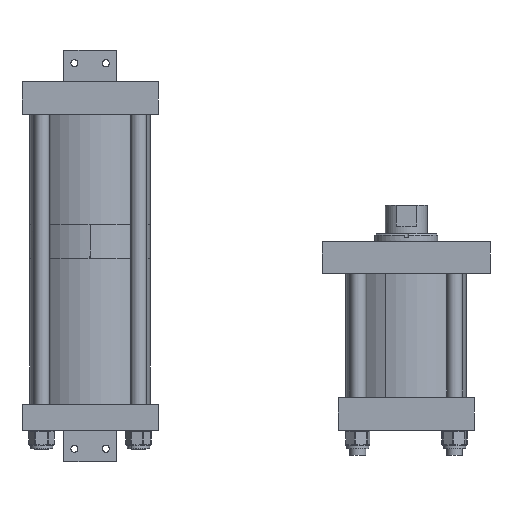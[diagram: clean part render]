
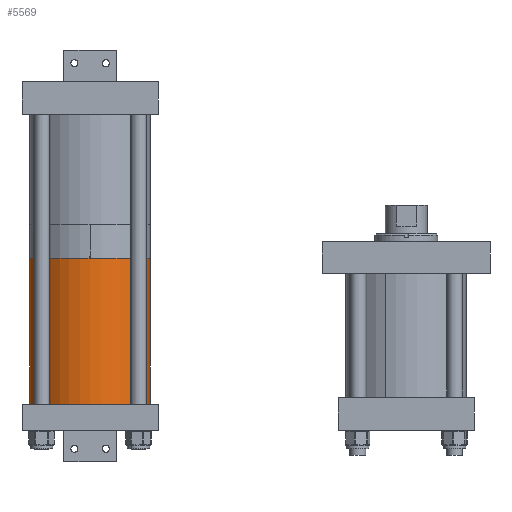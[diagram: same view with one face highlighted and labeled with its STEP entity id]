
A CAD part, front view. The second image highlights one B-rep face of the part: STEP entity #5569.
In plain terms, the highlighted cylindrical face has radius 73.025 mm (diameter 146.05 mm), a partial arc.
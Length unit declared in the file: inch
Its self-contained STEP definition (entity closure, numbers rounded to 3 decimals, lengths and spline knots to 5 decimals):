
#433 = CARTESIAN_POINT ( 'NONE',  ( 6.959, 0., -2.875 ) ) ;
#1231 = CARTESIAN_POINT ( 'NONE',  ( 6.959, 0., 0. ) ) ;
#1280 = DIRECTION ( 'NONE',  ( 0., 0., -1. ) ) ;
#1282 = DIRECTION ( 'NONE',  ( 1., 0., 0. ) ) ;
#2107 = AXIS2_PLACEMENT_3D ( 'NONE', #11984, #11997, #12008 ) ;
#2140 = DIRECTION ( 'NONE',  ( -1., 0., 0. ) ) ;
#2538 = VECTOR ( 'NONE', #6201, 39.37008 ) ;
#3122 = LINE ( 'NONE', #9153, #10341 ) ;
#3381 = EDGE_LOOP ( 'NONE', ( #5571, #4411, #7486, #15934 ) ) ;
#3666 = FACE_OUTER_BOUND ( 'NONE', #3381, .T. ) ;
#4411 = ORIENTED_EDGE ( 'NONE', *, *, #14723, .F. ) ;
#4448 = EDGE_CURVE ( 'NONE', #9825, #6372, #6168, .T. ) ;
#4676 = EDGE_CURVE ( 'NONE', #5625, #6372, #12282, .T. ) ;
#4835 = CARTESIAN_POINT ( 'NONE',  ( 0., 0., -2.875 ) ) ;
#4994 = CYLINDRICAL_SURFACE ( 'NONE', #10379, 2.875 ) ;
#5569 = ADVANCED_FACE ( 'NONE', ( #3666 ), #4994, .T. ) ;
#5571 = ORIENTED_EDGE ( 'NONE', *, *, #4448, .F. ) ;
#5625 = VERTEX_POINT ( 'NONE', #15358 ) ;
#6168 = LINE ( 'NONE', #6193, #2538 ) ;
#6193 = CARTESIAN_POINT ( 'NONE',  ( 6.959, 0., -2.875 ) ) ;
#6201 = DIRECTION ( 'NONE',  ( -1., 0., 0. ) ) ;
#6372 = VERTEX_POINT ( 'NONE', #4835 ) ;
#7056 = DIRECTION ( 'NONE',  ( -1., 0., 0. ) ) ;
#7486 = ORIENTED_EDGE ( 'NONE', *, *, #13796, .T. ) ;
#9153 = CARTESIAN_POINT ( 'NONE',  ( 6.959, 0., 2.875 ) ) ;
#9825 = VERTEX_POINT ( 'NONE', #433 ) ;
#10341 = VECTOR ( 'NONE', #2140, 39.37008 ) ;
#10346 = AXIS2_PLACEMENT_3D ( 'NONE', #1231, #1282, #1280 ) ;
#10379 = AXIS2_PLACEMENT_3D ( 'NONE', #14056, #7056, #16120 ) ;
#11729 = CARTESIAN_POINT ( 'NONE',  ( 6.959, 0., 2.875 ) ) ;
#11984 = CARTESIAN_POINT ( 'NONE',  ( 0., 0., 0. ) ) ;
#11997 = DIRECTION ( 'NONE',  ( 1., 0., 0. ) ) ;
#12008 = DIRECTION ( 'NONE',  ( 0., 0., -1. ) ) ;
#12282 = CIRCLE ( 'NONE', #2107, 2.875 ) ;
#13481 = VERTEX_POINT ( 'NONE', #11729 ) ;
#13796 = EDGE_CURVE ( 'NONE', #13481, #5625, #3122, .T. ) ;
#14056 = CARTESIAN_POINT ( 'NONE',  ( 6.959, 0., 0. ) ) ;
#14723 = EDGE_CURVE ( 'NONE', #13481, #9825, #15309, .T. ) ;
#15309 = CIRCLE ( 'NONE', #10346, 2.875 ) ;
#15358 = CARTESIAN_POINT ( 'NONE',  ( 0., 0., 2.875 ) ) ;
#15934 = ORIENTED_EDGE ( 'NONE', *, *, #4676, .T. ) ;
#16120 = DIRECTION ( 'NONE',  ( 0., 0., 1. ) ) ;
